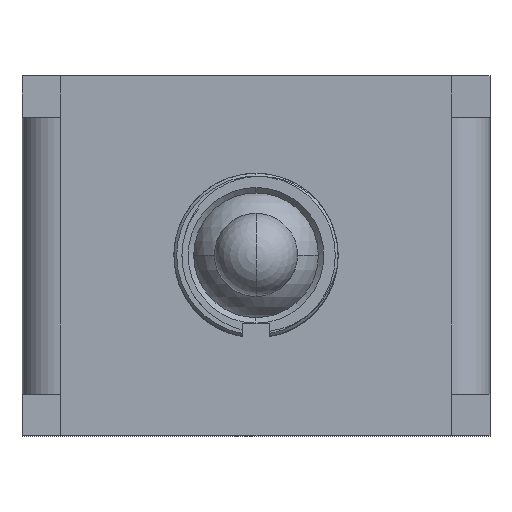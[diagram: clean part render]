
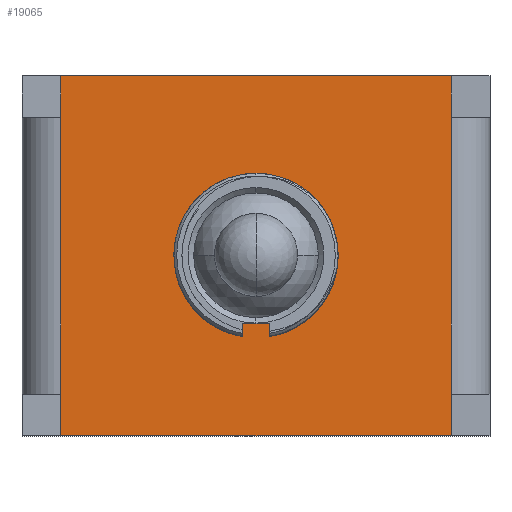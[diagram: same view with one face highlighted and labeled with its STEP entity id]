
A CAD part, top view. The second image highlights one B-rep face of the part: STEP entity #19065.
In plain terms, the highlighted planar face has unit normal (0, 0, 1).
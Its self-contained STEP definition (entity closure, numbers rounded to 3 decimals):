
#63 = CARTESIAN_POINT ( 'NONE',  ( 7.05, -2.875, 10. ) ) ;
#410 = LINE ( 'NONE', #5077, #14093 ) ;
#418 = DIRECTION ( 'NONE',  ( 0., 1., 0. ) ) ;
#582 = EDGE_LOOP ( 'NONE', ( #12825, #706, #15976, #15701, #10144, #11010, #998, #6623 ) ) ;
#648 = DIRECTION ( 'NONE',  ( 0., -1., 0. ) ) ;
#706 = ORIENTED_EDGE ( 'NONE', *, *, #11124, .F. ) ;
#813 = VECTOR ( 'NONE', #8099, 1000. ) ;
#998 = ORIENTED_EDGE ( 'NONE', *, *, #13313, .T. ) ;
#1647 = LINE ( 'NONE', #17754, #813 ) ;
#1662 = EDGE_CURVE ( 'NONE', #17966, #4437, #17675, .T. ) ;
#1757 = VERTEX_POINT ( 'NONE', #3583 ) ;
#2976 = DIRECTION ( 'NONE',  ( 0., 1., 0. ) ) ;
#3026 = CARTESIAN_POINT ( 'NONE',  ( -7.05, -2.875, 10. ) ) ;
#3148 = LINE ( 'NONE', #63, #5028 ) ;
#3427 = CARTESIAN_POINT ( 'NONE',  ( -7.05, -5., 10. ) ) ;
#3551 = DIRECTION ( 'NONE',  ( 0., 0., 1. ) ) ;
#3553 = VECTOR ( 'NONE', #8086, 1000. ) ;
#3583 = CARTESIAN_POINT ( 'NONE',  ( 7.05, -6.5, 10. ) ) ;
#3848 = EDGE_CURVE ( 'NONE', #11247, #1757, #3148, .T. ) ;
#4437 = VERTEX_POINT ( 'NONE', #3427 ) ;
#5028 = VECTOR ( 'NONE', #6324, 1000. ) ;
#5077 = CARTESIAN_POINT ( 'NONE',  ( 2.25, 6.5, 10. ) ) ;
#5611 = CARTESIAN_POINT ( 'NONE',  ( 7.05, -5., 10. ) ) ;
#5924 = EDGE_CURVE ( 'NONE', #7817, #11318, #410, .T. ) ;
#6192 = CARTESIAN_POINT ( 'NONE',  ( -7.05, -6.5, 10. ) ) ;
#6234 = DIRECTION ( 'NONE',  ( 0., -1., 0. ) ) ;
#6324 = DIRECTION ( 'NONE',  ( 0., -1., 0. ) ) ;
#6459 = VECTOR ( 'NONE', #2976, 1000. ) ;
#6623 = ORIENTED_EDGE ( 'NONE', *, *, #10771, .F. ) ;
#7817 = VERTEX_POINT ( 'NONE', #19933 ) ;
#8086 = DIRECTION ( 'NONE',  ( 0., 1., 0. ) ) ;
#8099 = DIRECTION ( 'NONE',  ( 1., 0., 0. ) ) ;
#8434 = CARTESIAN_POINT ( 'NONE',  ( 7.05, 5., 10. ) ) ;
#8462 = LINE ( 'NONE', #14946, #10275 ) ;
#9215 = EDGE_CURVE ( 'NONE', #18594, #4437, #20608, .T. ) ;
#9218 = CARTESIAN_POINT ( 'NONE',  ( 7.05, 2.5, 10. ) ) ;
#9902 = CARTESIAN_POINT ( 'NONE',  ( 7.05, 5., 10. ) ) ;
#9948 = DIRECTION ( 'NONE',  ( -1., 0., 0. ) ) ;
#10100 = VERTEX_POINT ( 'NONE', #8434 ) ;
#10144 = ORIENTED_EDGE ( 'NONE', *, *, #20031, .T. ) ;
#10275 = VECTOR ( 'NONE', #418, 1000. ) ;
#10771 = EDGE_CURVE ( 'NONE', #7817, #10100, #18566, .T. ) ;
#11010 = ORIENTED_EDGE ( 'NONE', *, *, #3848, .F. ) ;
#11124 = EDGE_CURVE ( 'NONE', #17966, #11318, #8462, .T. ) ;
#11247 = VERTEX_POINT ( 'NONE', #5611 ) ;
#11318 = VERTEX_POINT ( 'NONE', #15576 ) ;
#11534 = VECTOR ( 'NONE', #6234, 1000. ) ;
#12484 = CARTESIAN_POINT ( 'NONE',  ( -7.05, 5., 10. ) ) ;
#12825 = ORIENTED_EDGE ( 'NONE', *, *, #5924, .T. ) ;
#13290 = FACE_OUTER_BOUND ( 'NONE', #582, .T. ) ;
#13313 = EDGE_CURVE ( 'NONE', #11247, #10100, #14203, .T. ) ;
#14093 = VECTOR ( 'NONE', #9948, 1000. ) ;
#14203 = LINE ( 'NONE', #9218, #6459 ) ;
#14946 = CARTESIAN_POINT ( 'NONE',  ( -7.05, 2.875, 10. ) ) ;
#15576 = CARTESIAN_POINT ( 'NONE',  ( -7.05, 6.5, 10. ) ) ;
#15692 = VECTOR ( 'NONE', #648, 1000. ) ;
#15701 = ORIENTED_EDGE ( 'NONE', *, *, #9215, .F. ) ;
#15976 = ORIENTED_EDGE ( 'NONE', *, *, #1662, .T. ) ;
#16481 = DIRECTION ( 'NONE',  ( 0., -1., 0. ) ) ;
#16693 = AXIS2_PLACEMENT_3D ( 'NONE', #9902, #3551, #16481 ) ;
#17363 = CARTESIAN_POINT ( 'NONE',  ( -7.05, -2.5, 10. ) ) ;
#17675 = LINE ( 'NONE', #17363, #11534 ) ;
#17754 = CARTESIAN_POINT ( 'NONE',  ( 2.25, -6.5, 10. ) ) ;
#17966 = VERTEX_POINT ( 'NONE', #12484 ) ;
#18273 = PLANE ( 'NONE',  #16693 ) ;
#18566 = LINE ( 'NONE', #20258, #15692 ) ;
#18594 = VERTEX_POINT ( 'NONE', #6192 ) ;
#19065 = ADVANCED_FACE ( 'NONE', ( #13290 ), #18273, .T. ) ;
#19933 = CARTESIAN_POINT ( 'NONE',  ( 7.05, 6.5, 10. ) ) ;
#20031 = EDGE_CURVE ( 'NONE', #18594, #1757, #1647, .T. ) ;
#20258 = CARTESIAN_POINT ( 'NONE',  ( 7.05, 2.875, 10. ) ) ;
#20608 = LINE ( 'NONE', #3026, #3553 ) ;
